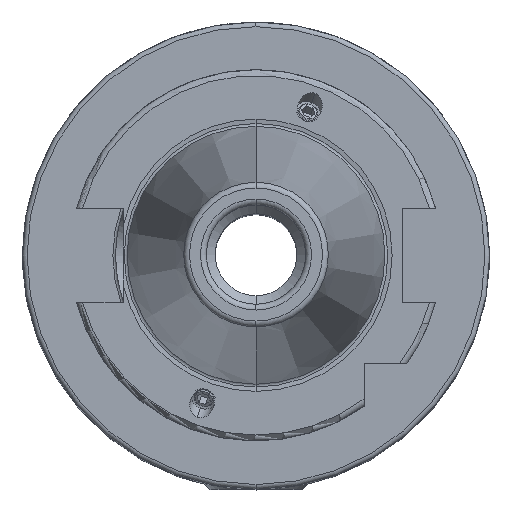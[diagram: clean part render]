
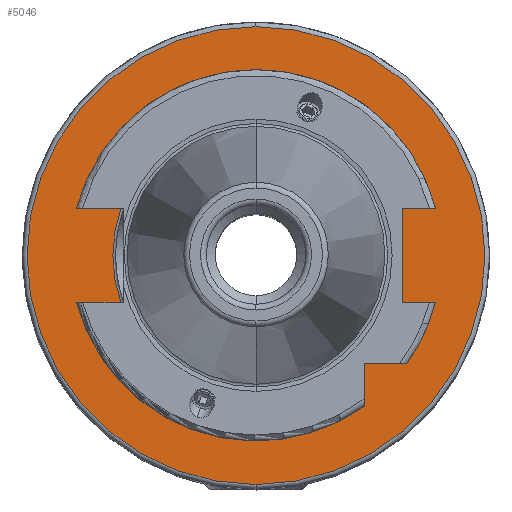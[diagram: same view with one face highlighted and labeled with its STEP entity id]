
A CAD part, top view. The second image highlights one B-rep face of the part: STEP entity #5046.
In plain terms, the highlighted planar face has unit normal (0, 0, 1).
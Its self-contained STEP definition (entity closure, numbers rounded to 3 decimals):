
#1735=CARTESIAN_POINT('',(0,0,-15.9));
#1736=DIRECTION('',(0,0,1));
#1737=DIRECTION('',(0,-1,0));
#1738=AXIS2_PLACEMENT_3D('',#1735,#1736,#1737);
#1740=CARTESIAN_POINT('',(0,0,-15.9));
#1741=DIRECTION('',(0,0,1));
#1742=DIRECTION('',(0,1,0));
#1743=AXIS2_PLACEMENT_3D('',#1740,#1741,#1742);
#1745=CARTESIAN_POINT('',(0,0,-15.9));
#1746=DIRECTION('',(0,0,-1));
#1747=DIRECTION('',(0,1,0));
#1748=AXIS2_PLACEMENT_3D('',#1745,#1746,#1747);
#1750=CARTESIAN_POINT('',(0,0,-15.9));
#1751=DIRECTION('',(0,0,-1));
#1752=DIRECTION('',(0,-1,0));
#1753=AXIS2_PLACEMENT_3D('',#1750,#1751,#1752);
#3274=CARTESIAN_POINT('',(0,-24.5,-15.9));
#3275=CARTESIAN_POINT('',(0.,24.5,-15.9));
#3276=VERTEX_POINT('',#3274);
#3277=VERTEX_POINT('',#3275);
#3292=CARTESIAN_POINT('',(0,39.2,-15.9));
#3293=CARTESIAN_POINT('',(0,-39.2,-15.9));
#3294=VERTEX_POINT('',#3292);
#3295=VERTEX_POINT('',#3293);
#5031=CARTESIAN_POINT('',(0,0,-15.9));
#5032=DIRECTION('',(0,0,1));
#5033=DIRECTION('',(0,1,0));
#5034=AXIS2_PLACEMENT_3D('',#5031,#5032,#5033);
#5035=PLANE('',#5034);
#5036=ORIENTED_EDGE('',*,*,#4637,.T.);
#5037=ORIENTED_EDGE('',*,*,#4622,.T.);
#5038=EDGE_LOOP('',(#5036,#5037));
#5039=FACE_OUTER_BOUND('',#5038,.F.);
#5041=ORIENTED_EDGE('',*,*,#5040,.T.);
#5043=ORIENTED_EDGE('',*,*,#5042,.T.);
#5044=EDGE_LOOP('',(#5041,#5043));
#5045=FACE_BOUND('',#5044,.F.);
#5046=ADVANCED_FACE('',(#5039,#5045),#5035,.T.);
#1739=CIRCLE('',#1738,24.5);
#1744=CIRCLE('',#1743,24.5);
#1749=CIRCLE('',#1748,39.2);
#1754=CIRCLE('',#1753,39.2);
#4622=EDGE_CURVE('',#3295,#3294,#1754,.T.);
#4637=EDGE_CURVE('',#3294,#3295,#1749,.T.);
#5040=EDGE_CURVE('',#3276,#3277,#1739,.T.);
#5042=EDGE_CURVE('',#3277,#3276,#1744,.T.);
